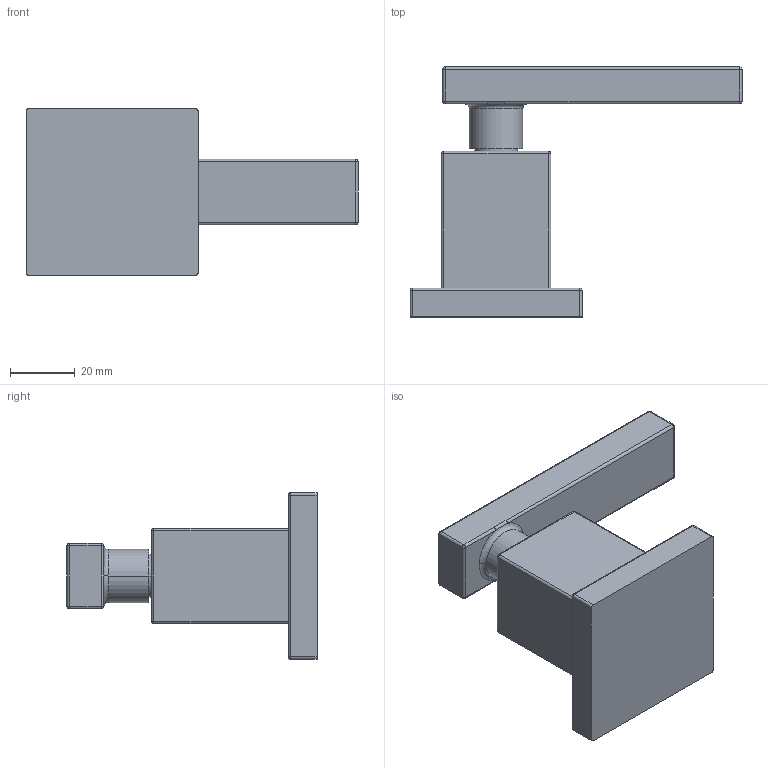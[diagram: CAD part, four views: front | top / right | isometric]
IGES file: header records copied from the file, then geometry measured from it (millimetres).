
Start section:  PTC IGES file: 3-368.igs
Global section: file name: 3-368.igs; native system: Creo Parametric by PTC Inc.; preprocessor: 2018400; author: jinson.thomas; organization: Unknown; date: 20210101.150004; units: inch
Bounding box: 102.87 x 77.47 x 51.56 mm (x, y, z)
Volume: 91485 mm3; surface area: 19384.9 mm2
Topology: 1 solids, 2 shells, 79 faces, 162 edges, 90 vertices
Faces by surface type: revolution 56, bspline 23
